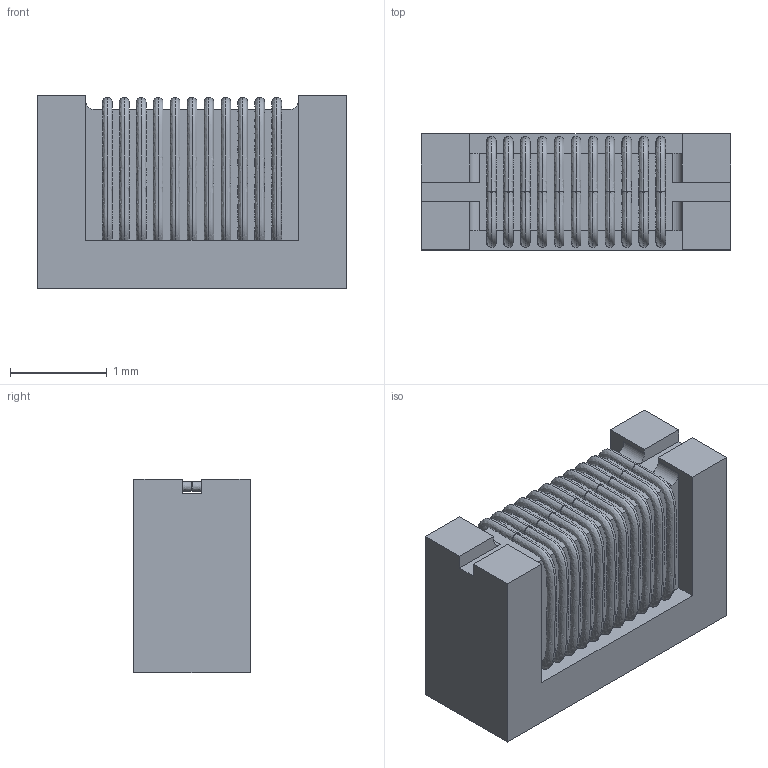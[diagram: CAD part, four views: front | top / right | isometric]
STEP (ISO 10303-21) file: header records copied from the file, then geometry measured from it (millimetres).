
FILE_DESCRIPTION((''),'2;1');
FILE_NAME('SRF2012AA','2015-07-30T',('brandonc'),('Bourns, Inc.'),'PRO/ENGINEER BY PARAMETRIC TECHNOLOGY CORPORATION, 2012230','PRO/ENGINEER BY PARAMETRIC TECHNOLOGY CORPORATION, 2012230','');
FILE_SCHEMA(('CONFIG_CONTROL_DESIGN'));
Products named in the file (1): SRF2012AA
Bounding box: 3.2 x 1.2 x 2 mm (x, y, z)
Volume: 6.4 mm3; surface area: 38.7 mm2
Topology: 1 solids, 1 shells, 136 faces, 413 edges, 257 vertices
Faces by surface type: bspline 88, plane 44, cylinder 4
Entity records: 36964 total; most frequent: CARTESIAN_POINT 33927, ORIENTED_EDGE 826, EDGE_CURVE 413, DIRECTION 385, VERTEX_POINT 257, B_SPLINE_CURVE_WITH_KNOTS 220, AXIS2_PLACEMENT_3D 144, EDGE_LOOP 136
